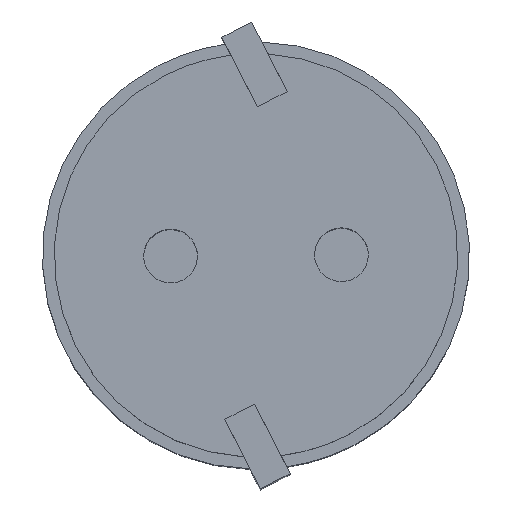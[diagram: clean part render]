
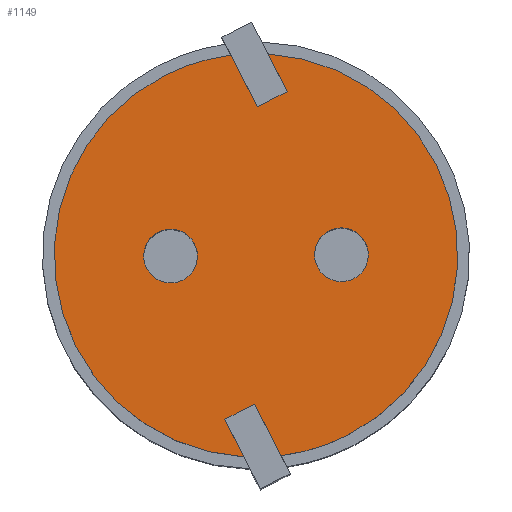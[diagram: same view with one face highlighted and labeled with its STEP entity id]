
A CAD part, top view. The second image highlights one B-rep face of the part: STEP entity #1149.
In plain terms, the highlighted planar face has unit normal (0, 0, 1).
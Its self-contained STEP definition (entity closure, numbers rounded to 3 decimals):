
#437=CARTESIAN_POINT('',(-1.362,2.673,6.65));
#438=VERTEX_POINT('',#437);
#454=CARTESIAN_POINT('',(-0.18,-2.995,6.65));
#455=VERTEX_POINT('',#454);
#462=CARTESIAN_POINT('',(0.,0.,6.65));
#463=DIRECTION('',(0.0,0.0,-1.0));
#464=DIRECTION('',(-0.454,0.891,0.0));
#465=AXIS2_PLACEMENT_3D('',#462,#463,#464);
#466=CIRCLE('',#465,3.0);
#467=EDGE_CURVE('',#455,#438,#466,.T.);
#561=CARTESIAN_POINT('',(1.362,-2.673,6.65));
#562=VERTEX_POINT('',#561);
#571=CARTESIAN_POINT('',(0.372,-2.977,6.65));
#572=VERTEX_POINT('',#571);
#573=CARTESIAN_POINT('',(0.,0.,6.65));
#574=DIRECTION('',(0.0,0.0,-1.0));
#575=DIRECTION('',(-0.454,0.891,0.0));
#576=AXIS2_PLACEMENT_3D('',#573,#574,#575);
#577=CIRCLE('',#576,3.0);
#578=EDGE_CURVE('',#562,#572,#577,.T.);
#605=CARTESIAN_POINT('',(1.626,0.191,6.65));
#606=VERTEX_POINT('',#605);
#622=CARTESIAN_POINT('',(0.914,-0.172,6.65));
#623=VERTEX_POINT('',#622);
#630=CARTESIAN_POINT('',(1.27,0.01,6.65));
#631=DIRECTION('',(0.0,0.0,-1.));
#632=DIRECTION('',(0.891,0.454,0.0));
#633=AXIS2_PLACEMENT_3D('',#630,#631,#632);
#634=CIRCLE('',#633,0.4);
#635=EDGE_CURVE('',#606,#623,#634,.T.);
#647=CARTESIAN_POINT('',(-0.914,0.172,6.65));
#648=VERTEX_POINT('',#647);
#664=CARTESIAN_POINT('',(-1.626,-0.191,6.65));
#665=VERTEX_POINT('',#664);
#672=CARTESIAN_POINT('',(-1.27,-0.01,6.65));
#673=DIRECTION('',(0.0,0.0,-1.));
#674=DIRECTION('',(0.891,0.454,0.0));
#675=AXIS2_PLACEMENT_3D('',#672,#673,#674);
#676=CIRCLE('',#675,0.4);
#677=EDGE_CURVE('',#648,#665,#676,.T.);
#688=CARTESIAN_POINT('',(-1.27,-0.01,6.65));
#689=DIRECTION('',(0.0,0.0,-1.));
#690=DIRECTION('',(0.891,0.454,0.0));
#691=AXIS2_PLACEMENT_3D('',#688,#689,#690);
#692=CIRCLE('',#691,0.4);
#693=EDGE_CURVE('',#665,#648,#692,.T.);
#722=CARTESIAN_POINT('',(1.27,0.01,6.65));
#723=DIRECTION('',(0.0,0.0,-1.));
#724=DIRECTION('',(0.891,0.454,0.0));
#725=AXIS2_PLACEMENT_3D('',#722,#723,#724);
#726=CIRCLE('',#725,0.4);
#727=EDGE_CURVE('',#623,#606,#726,.T.);
#765=CARTESIAN_POINT('',(0.019,2.209,6.65));
#766=VERTEX_POINT('',#765);
#773=CARTESIAN_POINT('',(0.465,2.436,6.65));
#774=VERTEX_POINT('',#773);
#775=CARTESIAN_POINT('',(0.465,2.436,6.65));
#776=DIRECTION('',(-0.891,-0.454,0.));
#777=VECTOR('',#776,0.5);
#778=LINE('',#775,#777);
#779=EDGE_CURVE('',#774,#766,#778,.T.);
#804=CARTESIAN_POINT('',(0.18,2.995,6.65));
#805=VERTEX_POINT('',#804);
#806=CARTESIAN_POINT('',(0.18,2.995,6.65));
#807=DIRECTION('',(0.454,-0.891,0.));
#808=VECTOR('',#807,0.626);
#809=LINE('',#806,#808);
#810=EDGE_CURVE('',#805,#774,#809,.T.);
#866=CARTESIAN_POINT('',(-0.372,2.977,6.65));
#867=VERTEX_POINT('',#866);
#874=CARTESIAN_POINT('',(0.019,2.209,6.65));
#875=DIRECTION('',(-0.454,0.891,0.0));
#876=VECTOR('',#875,0.861);
#877=LINE('',#874,#876);
#878=EDGE_CURVE('',#766,#867,#877,.T.);
#899=CARTESIAN_POINT('',(-0.019,-2.209,6.65));
#900=VERTEX_POINT('',#899);
#907=CARTESIAN_POINT('',(-0.465,-2.436,6.65));
#908=VERTEX_POINT('',#907);
#909=CARTESIAN_POINT('',(-0.465,-2.436,6.65));
#910=DIRECTION('',(0.891,0.454,0.));
#911=VECTOR('',#910,0.5);
#912=LINE('',#909,#911);
#913=EDGE_CURVE('',#908,#900,#912,.T.);
#936=CARTESIAN_POINT('',(-0.18,-2.995,6.65));
#937=DIRECTION('',(-0.454,0.891,0.));
#938=VECTOR('',#937,0.626);
#939=LINE('',#936,#938);
#940=EDGE_CURVE('',#455,#908,#939,.T.);
#972=CARTESIAN_POINT('',(-0.019,-2.209,6.65));
#973=DIRECTION('',(0.454,-0.891,0.0));
#974=VECTOR('',#973,0.861);
#975=LINE('',#972,#974);
#976=EDGE_CURVE('',#900,#572,#975,.T.);
#1026=CARTESIAN_POINT('',(0.,0.,6.65));
#1027=DIRECTION('',(0.0,0.0,-1.0));
#1028=DIRECTION('',(-0.454,0.891,0.0));
#1029=AXIS2_PLACEMENT_3D('',#1026,#1027,#1028);
#1030=CIRCLE('',#1029,3.0);
#1031=EDGE_CURVE('',#805,#562,#1030,.T.);
#1112=CARTESIAN_POINT('',(0.,0.,6.65));
#1113=DIRECTION('',(0.0,0.0,-1.0));
#1114=DIRECTION('',(-0.454,0.891,0.0));
#1115=AXIS2_PLACEMENT_3D('',#1112,#1113,#1114);
#1116=CIRCLE('',#1115,3.0);
#1117=EDGE_CURVE('',#438,#867,#1116,.T.);
#1124=CARTESIAN_POINT('',(0.,0.,6.65));
#1125=DIRECTION('',(0.0,0.0,1.0));
#1126=DIRECTION('',(-0.454,0.891,0.0));
#1127=AXIS2_PLACEMENT_3D('',#1124,#1125,#1126);
#1128=PLANE('',#1127);
#1129=ORIENTED_EDGE('',*,*,#878,.T.);
#1130=ORIENTED_EDGE('',*,*,#1117,.F.);
#1131=ORIENTED_EDGE('',*,*,#467,.F.);
#1132=ORIENTED_EDGE('',*,*,#940,.T.);
#1133=ORIENTED_EDGE('',*,*,#913,.T.);
#1134=ORIENTED_EDGE('',*,*,#976,.T.);
#1135=ORIENTED_EDGE('',*,*,#578,.F.);
#1136=ORIENTED_EDGE('',*,*,#1031,.F.);
#1137=ORIENTED_EDGE('',*,*,#810,.T.);
#1138=ORIENTED_EDGE('',*,*,#779,.T.);
#1139=EDGE_LOOP('',(#1129,#1130,#1131,#1132,#1133,#1134,#1135,#1136,#1137,#1138));
#1140=FACE_OUTER_BOUND('',#1139,.T.);
#1141=ORIENTED_EDGE('',*,*,#677,.T.);
#1142=ORIENTED_EDGE('',*,*,#693,.T.);
#1143=EDGE_LOOP('',(#1141,#1142));
#1144=FACE_BOUND('',#1143,.T.);
#1145=ORIENTED_EDGE('',*,*,#635,.T.);
#1146=ORIENTED_EDGE('',*,*,#727,.T.);
#1147=EDGE_LOOP('',(#1145,#1146));
#1148=FACE_BOUND('',#1147,.T.);
#1149=ADVANCED_FACE('',(#1140,#1144,#1148),#1128,.T.);
